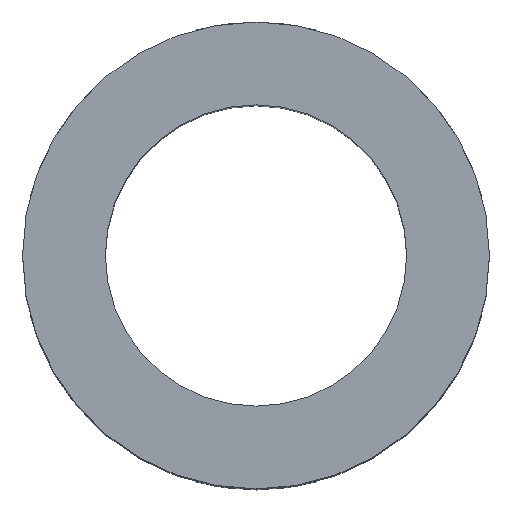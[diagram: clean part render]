
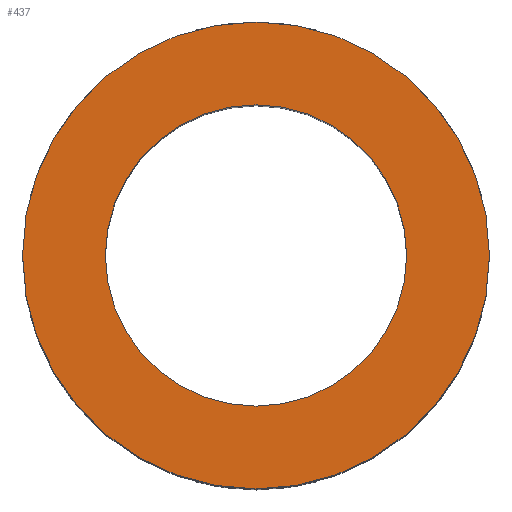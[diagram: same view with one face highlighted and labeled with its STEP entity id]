
A CAD part, top view. The second image highlights one B-rep face of the part: STEP entity #437.
In plain terms, the highlighted planar face has unit normal (0, 0, 1).
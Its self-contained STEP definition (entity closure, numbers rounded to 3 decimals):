
#52 = VERTEX_POINT ( 'NONE', #1823 ) ;
#53 = VERTEX_POINT ( 'NONE', #1716 ) ;
#134 = EDGE_CURVE ( 'NONE', #52, #53, #2024, .T. ) ;
#187 = EDGE_CURVE ( 'NONE', #188, #228, #2169, .T. ) ;
#188 = VERTEX_POINT ( 'NONE', #2165 ) ;
#228 = VERTEX_POINT ( 'NONE', #2400 ) ;
#406 = EDGE_LOOP ( 'NONE', ( #627, #629 ) ) ;
#437 = ADVANCED_FACE ( 'NONE', ( #2841, #2834 ), #2901, .T. ) ;
#443 = EDGE_CURVE ( 'NONE', #228, #188, #2858, .T. ) ;
#627 = ORIENTED_EDGE ( 'NONE', *, *, #628, .T. ) ;
#628 = EDGE_CURVE ( 'NONE', #53, #52, #3180, .T. ) ;
#629 = ORIENTED_EDGE ( 'NONE', *, *, #134, .T. ) ;
#729 = EDGE_LOOP ( 'NONE', ( #730, #731 ) ) ;
#730 = ORIENTED_EDGE ( 'NONE', *, *, #187, .F. ) ;
#731 = ORIENTED_EDGE ( 'NONE', *, *, #443, .F. ) ;
#1716 = CARTESIAN_POINT ( 'NONE',  ( -20., 0., 40. ) ) ;
#1823 = CARTESIAN_POINT ( 'NONE',  ( 20., 0., 40. ) ) ;
#2015 = DIRECTION ( 'NONE',  ( -1., 0., 0. ) ) ;
#2016 = DIRECTION ( 'NONE',  ( 0., 0., -1. ) ) ;
#2017 = CARTESIAN_POINT ( 'NONE',  ( 0., 0., 40. ) ) ;
#2018 = AXIS2_PLACEMENT_3D ( 'NONE', #2017, #2016, #2015 ) ;
#2024 = CIRCLE ( 'NONE', #2018, 20. ) ;
#2165 = CARTESIAN_POINT ( 'NONE',  ( -31., 0., 40. ) ) ;
#2166 = DIRECTION ( 'NONE',  ( -1., 0., 0. ) ) ;
#2167 = DIRECTION ( 'NONE',  ( 0., 0., -1. ) ) ;
#2168 = AXIS2_PLACEMENT_3D ( 'NONE', #2232, #2167, #2166 ) ;
#2169 = CIRCLE ( 'NONE', #2168, 31. ) ;
#2232 = CARTESIAN_POINT ( 'NONE',  ( 0., 0., 40. ) ) ;
#2400 = CARTESIAN_POINT ( 'NONE',  ( 31., 0., 40. ) ) ;
#2834 = FACE_OUTER_BOUND ( 'NONE', #729, .T. ) ;
#2839 = DIRECTION ( 'NONE',  ( -1., 0., 0. ) ) ;
#2840 = DIRECTION ( 'NONE',  ( 0., 0., -1. ) ) ;
#2841 = FACE_BOUND ( 'NONE', #406, .T. ) ;
#2856 = CARTESIAN_POINT ( 'NONE',  ( 0., 0., 40. ) ) ;
#2857 = AXIS2_PLACEMENT_3D ( 'NONE', #2856, #2840, #2839 ) ;
#2858 = CIRCLE ( 'NONE', #2857, 31. ) ;
#2859 = AXIS2_PLACEMENT_3D ( 'NONE', #2869, #2868, #2877 ) ;
#2868 = DIRECTION ( 'NONE',  ( 0., 0., 1. ) ) ;
#2869 = CARTESIAN_POINT ( 'NONE',  ( 0., 31., 40. ) ) ;
#2877 = DIRECTION ( 'NONE',  ( 1., 0., 0. ) ) ;
#2901 = PLANE ( 'NONE',  #2859 ) ;
#3180 = CIRCLE ( 'NONE', #3265, 20. ) ;
#3262 = DIRECTION ( 'NONE',  ( -1., 0., 0. ) ) ;
#3263 = DIRECTION ( 'NONE',  ( 0., 0., -1. ) ) ;
#3264 = CARTESIAN_POINT ( 'NONE',  ( 0., 0., 40. ) ) ;
#3265 = AXIS2_PLACEMENT_3D ( 'NONE', #3264, #3263, #3262 ) ;
